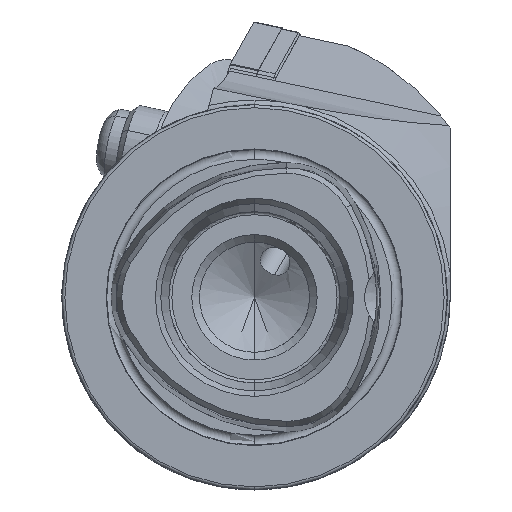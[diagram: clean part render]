
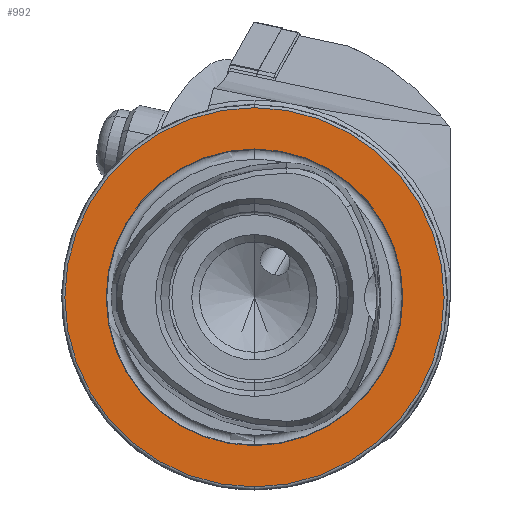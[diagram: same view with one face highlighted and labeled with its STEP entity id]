
A CAD part, left-side view. The second image highlights one B-rep face of the part: STEP entity #992.
In plain terms, the highlighted planar face has unit normal (-1, 0, 0).
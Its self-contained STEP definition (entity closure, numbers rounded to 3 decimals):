
#327 = VERTEX_POINT ( 'NONE', #1934 ) ;
#402 = VERTEX_POINT ( 'NONE', #7606 ) ;
#461 = VERTEX_POINT ( 'NONE', #7664 ) ;
#477 = VERTEX_POINT ( 'NONE', #7680 ) ;
#992 = ADVANCED_FACE ( 'NONE', ( #7250, #7258 ), #7809, .F. ) ;
#1934 = CARTESIAN_POINT ( 'NONE',  ( 0., 0., 31. ) ) ;
#2641 = EDGE_CURVE ( 'NONE', #461, #402, #8494, .T. ) ;
#2649 = EDGE_CURVE ( 'NONE', #327, #477, #8502, .T. ) ;
#2960 = AXIS2_PLACEMENT_3D ( 'NONE', #9368, #9369, #9370 ) ;
#2966 = AXIS2_PLACEMENT_3D ( 'NONE', #9378, #9379, #9380 ) ;
#3055 = EDGE_CURVE ( 'NONE', #477, #327, #8728, .T. ) ;
#3056 = EDGE_CURVE ( 'NONE', #402, #461, #8729, .T. ) ;
#4878 = EDGE_LOOP ( 'NONE', ( #5640, #5642 ) ) ;
#4908 = EDGE_LOOP ( 'NONE', ( #5644, #5645 ) ) ;
#5640 = ORIENTED_EDGE ( 'NONE', *, *, #3056, .F. ) ;
#5642 = ORIENTED_EDGE ( 'NONE', *, *, #2641, .F. ) ;
#5644 = ORIENTED_EDGE ( 'NONE', *, *, #2649, .T. ) ;
#5645 = ORIENTED_EDGE ( 'NONE', *, *, #3055, .T. ) ;
#6810 = AXIS2_PLACEMENT_3D ( 'NONE', #7806, #7811, #7812 ) ;
#7250 = FACE_BOUND ( 'NONE', #4878, .T. ) ;
#7258 = FACE_OUTER_BOUND ( 'NONE', #4908, .T. ) ;
#7606 = CARTESIAN_POINT ( 'NONE',  ( 0., 0., 24.25 ) ) ;
#7664 = CARTESIAN_POINT ( 'NONE',  ( 0., 0., -24.25 ) ) ;
#7680 = CARTESIAN_POINT ( 'NONE',  ( 0., 0., -31. ) ) ;
#7806 = CARTESIAN_POINT ( 'NONE',  ( 0., 24.25, 0. ) ) ;
#7809 = PLANE ( 'NONE',  #6810 ) ;
#7811 = DIRECTION ( 'NONE',  ( 1., 0., 0. ) ) ;
#7812 = DIRECTION ( 'NONE',  ( 0., 0., -1. ) ) ;
#8494 = CIRCLE ( 'NONE', #2960, 24.25 ) ;
#8502 = CIRCLE ( 'NONE', #2966, 31. ) ;
#8728 = CIRCLE ( 'NONE', #10682, 31. ) ;
#8729 = CIRCLE ( 'NONE', #10683, 24.25 ) ;
#9368 = CARTESIAN_POINT ( 'NONE',  ( 0., 0., 0. ) ) ;
#9369 = DIRECTION ( 'NONE',  ( -1., 0., 0. ) ) ;
#9370 = DIRECTION ( 'NONE',  ( 0., 0., 1. ) ) ;
#9378 = CARTESIAN_POINT ( 'NONE',  ( 0., 0., 0. ) ) ;
#9379 = DIRECTION ( 'NONE',  ( -1., 0., 0. ) ) ;
#9380 = DIRECTION ( 'NONE',  ( 0., 0., 1. ) ) ;
#10528 = CARTESIAN_POINT ( 'NONE',  ( 0., 0., 0. ) ) ;
#10529 = DIRECTION ( 'NONE',  ( -1., 0., 0. ) ) ;
#10530 = DIRECTION ( 'NONE',  ( 0., 0., 1. ) ) ;
#10531 = CARTESIAN_POINT ( 'NONE',  ( 0., 0., 0. ) ) ;
#10532 = DIRECTION ( 'NONE',  ( -1., 0., 0. ) ) ;
#10533 = DIRECTION ( 'NONE',  ( 0., 0., 1. ) ) ;
#10682 = AXIS2_PLACEMENT_3D ( 'NONE', #10528, #10529, #10530 ) ;
#10683 = AXIS2_PLACEMENT_3D ( 'NONE', #10531, #10532, #10533 ) ;
